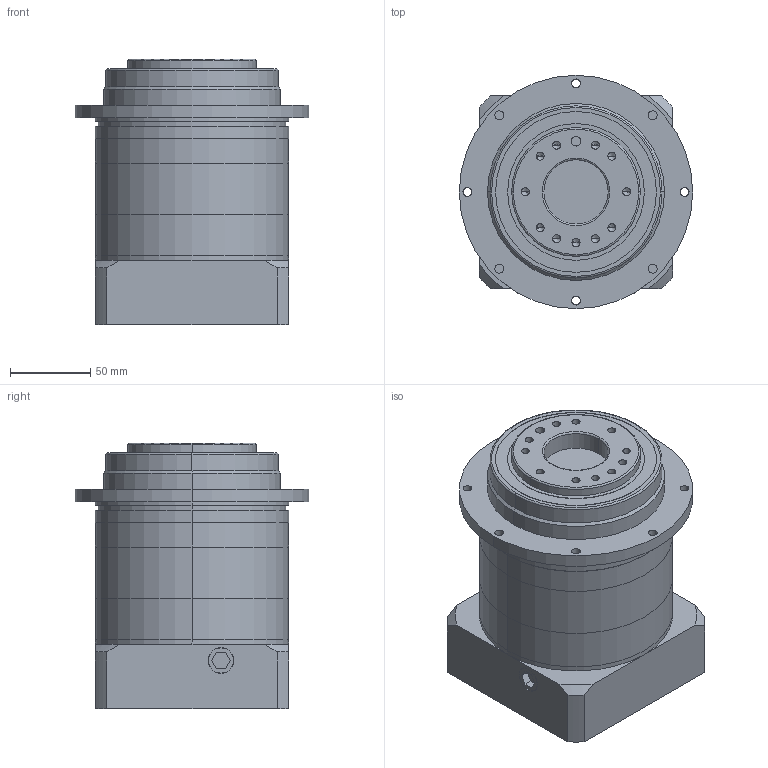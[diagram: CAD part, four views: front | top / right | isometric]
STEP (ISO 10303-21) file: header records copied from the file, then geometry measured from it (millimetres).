
FILE_DESCRIPTION (( 'STEP AP214' ), '1' );
FILE_NAME ('VGH110双级模型（19-55 55.5-1.52 4-8.5-89-89）.STEP', '2018-07-21T03:46:40', ( 'Windows' ), ( 'Microsoft' ), 'SwSTEP 2.0', 'SolidWorks 2016', '' );
FILE_SCHEMA (( 'AUTOMOTIVE_DESIGN' ));
Length unit declared in the file: millimetre
Products named in the file (1): VGH110双级模型（19-55 55.5-1.52 4-8.5-89-89）
Bounding box: 145 x 145 x 165 mm (x, y, z)
Volume: 1753103.5 mm3; surface area: 237468.2 mm2
Topology: 6 solids, 6 shells, 268 faces, 627 edges, 387 vertices
Faces by surface type: cylinder 125, plane 99, cone 38, torus 6
Entity records: 8212 total; most frequent: DIRECTION 1405, CARTESIAN_POINT 1277, ORIENTED_EDGE 1194, EDGE_CURVE 597, AXIS2_PLACEMENT_3D 547, VERTEX_POINT 387, EDGE_LOOP 332, LINE 311
